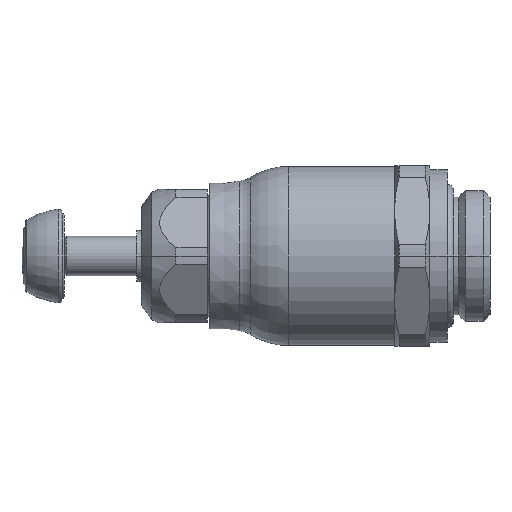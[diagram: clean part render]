
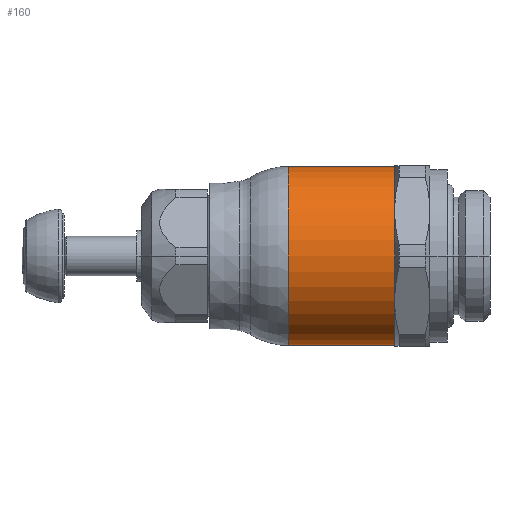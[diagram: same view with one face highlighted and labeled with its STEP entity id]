
A CAD part, left-side view. The second image highlights one B-rep face of the part: STEP entity #160.
In plain terms, the highlighted cylindrical face has radius 11.4 mm (diameter 22.801 mm), a full revolution.
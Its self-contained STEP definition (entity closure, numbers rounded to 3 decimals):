
#160=ADVANCED_FACE('',(#415,#416),#417,.T.);
#415=FACE_BOUND('',#677,.T.);
#416=FACE_BOUND('',#678,.T.);
#417=CYLINDRICAL_SURFACE('',#679,11.4);
#677=EDGE_LOOP('',(#1591,#1592,#1593,#1594,#1595,#1596));
#678=EDGE_LOOP('',(#1597,#1598));
#679=AXIS2_PLACEMENT_3D('',#1599,#1600,#1601);
#1591=ORIENTED_EDGE('',*,*,#1713,.T.);
#1592=ORIENTED_EDGE('',*,*,#1676,.F.);
#1593=ORIENTED_EDGE('',*,*,#1792,.F.);
#1594=ORIENTED_EDGE('',*,*,#1674,.F.);
#1595=ORIENTED_EDGE('',*,*,#1782,.T.);
#1596=ORIENTED_EDGE('',*,*,#1721,.T.);
#1597=ORIENTED_EDGE('',*,*,#1805,.T.);
#1598=ORIENTED_EDGE('',*,*,#1806,.T.);
#1599=CARTESIAN_POINT('',(0.0,6.75,0.0));
#1600=DIRECTION('',(0.0,1.0,0.0));
#1601=DIRECTION('',(-1.0,0.0,0.0));
#1674=EDGE_CURVE('',#2007,#2003,#2009,.T.);
#1676=EDGE_CURVE('',#2010,#2013,#2014,.T.);
#1713=EDGE_CURVE('',#2081,#2013,#2082,.T.);
#1721=EDGE_CURVE('',#2094,#2081,#2095,.T.);
#1782=EDGE_CURVE('',#2007,#2094,#2191,.T.);
#1792=EDGE_CURVE('',#2003,#2010,#2202,.T.);
#1805=EDGE_CURVE('',#2225,#2226,#2227,.T.);
#1806=EDGE_CURVE('',#2226,#2225,#2228,.T.);
#2003=VERTEX_POINT('',#2573);
#2007=VERTEX_POINT('',#2577);
#2009=CIRCLE('',#2614,11.4);
#2010=VERTEX_POINT('',#2615);
#2013=VERTEX_POINT('',#2618);
#2014=CIRCLE('',#2619,11.4);
#2081=VERTEX_POINT('',#2757);
#2082=B_SPLINE_CURVE_WITH_KNOTS('',3,(#2758,#2759,#2760,#2761,#2762,#2763,#2764,#2765,#2766,#2767,#2768,#2769,#2770,#2771),.UNSPECIFIED.,.F.,.F.,(4,2,2,2,2,2,4),(12.956,14.133,15.313,16.494,17.675,18.855,20.036),.UNSPECIFIED.);
#2094=VERTEX_POINT('',#2785);
#2095=B_SPLINE_CURVE_WITH_KNOTS('',3,(#2786,#2787,#2788,#2789,#2790,#2791,#2792,#2793,#2794,#2795,#2796,#2797,#2798,#2799,#2800,#2801,#2802,#2803,#2804,#2805,#2806,#2807,#2808,#2809,#2810,#2811),.UNSPECIFIED.,.F.,.F.,(4,2,2,2,2,2,2,2,2,2,2,2,4),(0.0,0.68,2.405,4.204,4.451,4.569,4.661,4.762,4.926,5.255,5.802,7.181,9.266),.UNSPECIFIED.);
#2191=B_SPLINE_CURVE_WITH_KNOTS('',3,(#3075,#3076,#3077,#3078,#3079,#3080,#3081,#3082,#3083,#3084,#3085,#3086,#3087,#3088,#3089),.UNSPECIFIED.,.F.,.F.,(4,3,2,2,2,2,4),(-1.181,0.0,1.181,2.361,3.542,4.723,5.899),.UNSPECIFIED.);
#2202=CIRCLE('',#3127,11.4);
#2225=VERTEX_POINT('',#3156);
#2226=VERTEX_POINT('',#3157);
#2227=CIRCLE('',#3158,11.4);
#2228=CIRCLE('',#3159,11.4);
#2573=CARTESIAN_POINT('',(0.,13.5,-11.4));
#2577=CARTESIAN_POINT('',(9.625,13.5,-6.11));
#2614=AXIS2_PLACEMENT_3D('',#3676,#3677,#3678);
#2615=CARTESIAN_POINT('',(0.,13.5,11.4));
#2618=CARTESIAN_POINT('',(9.625,13.5,6.11));
#2619=AXIS2_PLACEMENT_3D('',#3682,#3683,#3684);
#2757=CARTESIAN_POINT('',(10.629,8.99,4.122));
#2758=CARTESIAN_POINT('',(10.874,8.439,3.423));
#2759=CARTESIAN_POINT('',(10.771,8.662,3.753));
#2760=CARTESIAN_POINT('',(10.659,8.913,4.054));
#2761=CARTESIAN_POINT('',(10.441,9.447,4.588));
#2762=CARTESIAN_POINT('',(10.325,9.749,4.839));
#2763=CARTESIAN_POINT('',(10.105,10.408,5.285));
#2764=CARTESIAN_POINT('',(9.999,10.765,5.479));
#2765=CARTESIAN_POINT('',(9.821,11.514,5.792));
#2766=CARTESIAN_POINT('',(9.748,11.907,5.913));
#2767=CARTESIAN_POINT('',(9.65,12.703,6.071));
#2768=CARTESIAN_POINT('',(9.625,13.106,6.11));
#2769=CARTESIAN_POINT('',(9.625,13.894,6.11));
#2770=CARTESIAN_POINT('',(9.65,14.297,6.071));
#2771=CARTESIAN_POINT('',(9.699,14.695,5.992));
#2785=CARTESIAN_POINT('',(10.629,8.99,-4.122));
#2786=CARTESIAN_POINT('',(10.629,8.99,-4.122));
#2787=CARTESIAN_POINT('',(10.692,8.843,-3.961));
#2788=CARTESIAN_POINT('',(10.753,8.703,-3.793));
#2789=CARTESIAN_POINT('',(10.96,8.239,-3.173));
#2790=CARTESIAN_POINT('',(11.093,7.959,-2.683));
#2791=CARTESIAN_POINT('',(11.3,7.531,-1.609));
#2792=CARTESIAN_POINT('',(11.37,7.392,-1.03));
#2793=CARTESIAN_POINT('',(11.395,7.34,-0.35));
#2794=CARTESIAN_POINT('',(11.398,7.336,-0.268));
#2795=CARTESIAN_POINT('',(11.4,7.332,-0.146));
#2796=CARTESIAN_POINT('',(11.4,7.331,-0.107));
#2797=CARTESIAN_POINT('',(11.4,7.33,-0.036));
#2798=CARTESIAN_POINT('',(11.4,7.33,-0.006));
#2799=CARTESIAN_POINT('',(11.4,7.33,0.059));
#2800=CARTESIAN_POINT('',(11.4,7.331,0.092));
#2801=CARTESIAN_POINT('',(11.399,7.333,0.181));
#2802=CARTESIAN_POINT('',(11.398,7.335,0.235));
#2803=CARTESIAN_POINT('',(11.394,7.343,0.399));
#2804=CARTESIAN_POINT('',(11.39,7.352,0.508));
#2805=CARTESIAN_POINT('',(11.374,7.383,0.798));
#2806=CARTESIAN_POINT('',(11.36,7.412,0.977));
#2807=CARTESIAN_POINT('',(11.296,7.54,1.603));
#2808=CARTESIAN_POINT('',(11.225,7.684,2.035));
#2809=CARTESIAN_POINT('',(10.999,8.157,3.064));
#2810=CARTESIAN_POINT('',(10.82,8.539,3.629));
#2811=CARTESIAN_POINT('',(10.629,8.99,4.122));
#3075=CARTESIAN_POINT('',(9.699,14.695,-5.992));
#3076=CARTESIAN_POINT('',(9.65,14.297,-6.071));
#3077=CARTESIAN_POINT('',(9.625,13.894,-6.11));
#3078=CARTESIAN_POINT('',(9.625,13.5,-6.11));
#3079=CARTESIAN_POINT('',(9.625,13.106,-6.11));
#3080=CARTESIAN_POINT('',(9.65,12.703,-6.071));
#3081=CARTESIAN_POINT('',(9.748,11.907,-5.913));
#3082=CARTESIAN_POINT('',(9.821,11.514,-5.792));
#3083=CARTESIAN_POINT('',(9.999,10.765,-5.479));
#3084=CARTESIAN_POINT('',(10.105,10.408,-5.285));
#3085=CARTESIAN_POINT('',(10.325,9.749,-4.839));
#3086=CARTESIAN_POINT('',(10.441,9.447,-4.588));
#3087=CARTESIAN_POINT('',(10.659,8.913,-4.054));
#3088=CARTESIAN_POINT('',(10.771,8.662,-3.753));
#3089=CARTESIAN_POINT('',(10.874,8.439,-3.423));
#3127=AXIS2_PLACEMENT_3D('',#3946,#3947,#3948);
#3156=CARTESIAN_POINT('',(-11.4,0.0,0.0));
#3157=CARTESIAN_POINT('',(11.4,0.0,0.));
#3158=AXIS2_PLACEMENT_3D('',#3973,#3974,#3975);
#3159=AXIS2_PLACEMENT_3D('',#3976,#3977,#3978);
#3676=CARTESIAN_POINT('',(0.0,13.5,0.0));
#3677=DIRECTION('',(0.0,1.0,0.0));
#3678=DIRECTION('',(-1.0,0.0,0.0));
#3682=CARTESIAN_POINT('',(0.0,13.5,0.0));
#3683=DIRECTION('',(0.0,1.0,0.0));
#3684=DIRECTION('',(-1.0,0.0,0.0));
#3946=CARTESIAN_POINT('',(0.0,13.5,0.0));
#3947=DIRECTION('',(0.0,1.0,0.0));
#3948=DIRECTION('',(-1.0,0.0,0.0));
#3973=CARTESIAN_POINT('',(0.0,0.0,0.0));
#3974=DIRECTION('',(0.0,1.0,0.0));
#3975=DIRECTION('',(-1.0,0.0,0.0));
#3976=CARTESIAN_POINT('',(0.0,0.0,0.0));
#3977=DIRECTION('',(0.0,1.0,0.0));
#3978=DIRECTION('',(-1.0,0.0,0.0));
